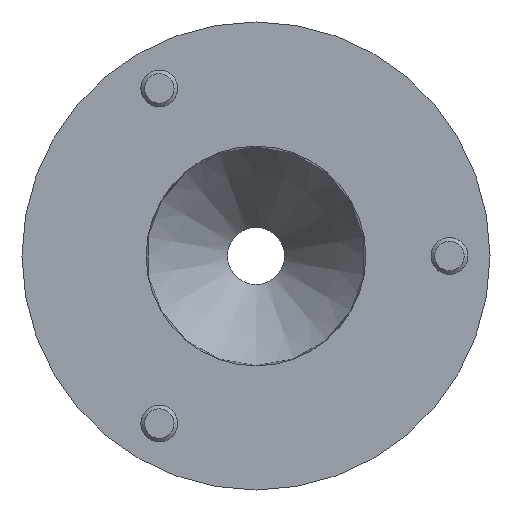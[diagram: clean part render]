
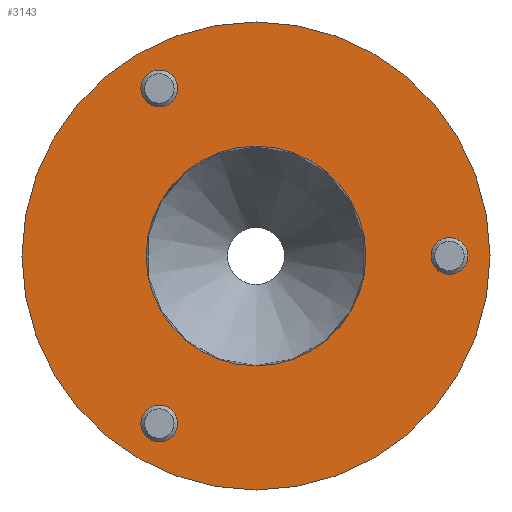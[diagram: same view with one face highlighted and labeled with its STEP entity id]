
A CAD part, front view. The second image highlights one B-rep face of the part: STEP entity #3143.
In plain terms, the highlighted planar face has unit normal (0, -1, 0).
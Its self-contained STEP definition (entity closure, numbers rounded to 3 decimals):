
#641=PLANE('',#3410);
#728=FACE_BOUND('',#1111,.T.);
#729=FACE_BOUND('',#1112,.T.);
#730=FACE_BOUND('',#1113,.T.);
#731=FACE_BOUND('',#1114,.T.);
#874=FACE_OUTER_BOUND('',#1110,.T.);
#1110=EDGE_LOOP('',(#2456));
#1111=EDGE_LOOP('',(#2457));
#1112=EDGE_LOOP('',(#2458));
#1113=EDGE_LOOP('',(#2459));
#1114=EDGE_LOOP('',(#2460));
#1228=CIRCLE('',#3243,5.);
#1231=CIRCLE('',#3249,5.);
#1234=CIRCLE('',#3255,5.);
#1265=CIRCLE('',#3377,63.5);
#1282=CIRCLE('',#3409,29.8);
#1326=VERTEX_POINT('',#4329);
#1329=VERTEX_POINT('',#4338);
#1332=VERTEX_POINT('',#4347);
#1484=VERTEX_POINT('',#4909);
#1501=VERTEX_POINT('',#4958);
#1620=EDGE_CURVE('',#1326,#1326,#1228,.T.);
#1623=EDGE_CURVE('',#1329,#1329,#1231,.T.);
#1626=EDGE_CURVE('',#1332,#1332,#1234,.T.);
#1843=EDGE_CURVE('',#1484,#1484,#1265,.T.);
#1860=EDGE_CURVE('',#1501,#1501,#1282,.T.);
#2456=ORIENTED_EDGE('',*,*,#1843,.F.);
#2457=ORIENTED_EDGE('',*,*,#1626,.T.);
#2458=ORIENTED_EDGE('',*,*,#1620,.T.);
#2459=ORIENTED_EDGE('',*,*,#1623,.T.);
#2460=ORIENTED_EDGE('',*,*,#1860,.T.);
#3143=ADVANCED_FACE('',(#874,#728,#729,#730,#731),#641,.T.);
#3243=AXIS2_PLACEMENT_3D('',#4330,#3566,#3567);
#3249=AXIS2_PLACEMENT_3D('',#4339,#3578,#3579);
#3255=AXIS2_PLACEMENT_3D('',#4348,#3590,#3591);
#3377=AXIS2_PLACEMENT_3D('',#4910,#3978,#3979);
#3409=AXIS2_PLACEMENT_3D('',#4959,#4042,#4043);
#3410=AXIS2_PLACEMENT_3D('',#4960,#4044,#4045);
#3566=DIRECTION('center_axis',(0.,1.,0.));
#3567=DIRECTION('ref_axis',(-1.,0.,0.));
#3578=DIRECTION('center_axis',(0.,1.,0.));
#3579=DIRECTION('ref_axis',(-1.,0.,0.));
#3590=DIRECTION('center_axis',(0.,1.,0.));
#3591=DIRECTION('ref_axis',(-1.,0.,0.));
#3978=DIRECTION('center_axis',(0.,1.,0.));
#3979=DIRECTION('ref_axis',(1.,0.,0.));
#4042=DIRECTION('center_axis',(0.,1.,0.));
#4043=DIRECTION('ref_axis',(1.,0.,0.));
#4044=DIRECTION('center_axis',(0.,-1.,0.));
#4045=DIRECTION('ref_axis',(0.,0.,-1.));
#4329=CARTESIAN_POINT('',(-21.25,-137.275,-45.466));
#4330=CARTESIAN_POINT('Origin',(-26.25,-137.275,-45.466));
#4338=CARTESIAN_POINT('',(-21.25,-137.275,45.466));
#4339=CARTESIAN_POINT('Origin',(-26.25,-137.275,45.466));
#4347=CARTESIAN_POINT('',(57.5,-137.275,0.));
#4348=CARTESIAN_POINT('Origin',(52.5,-137.275,0.));
#4909=CARTESIAN_POINT('',(0.,-137.275,63.5));
#4910=CARTESIAN_POINT('Origin',(0.,-137.275,0.));
#4958=CARTESIAN_POINT('',(0.,-137.275,29.8));
#4959=CARTESIAN_POINT('Origin',(0.,-137.275,0.));
#4960=CARTESIAN_POINT('Origin',(0.,-137.275,63.5));
